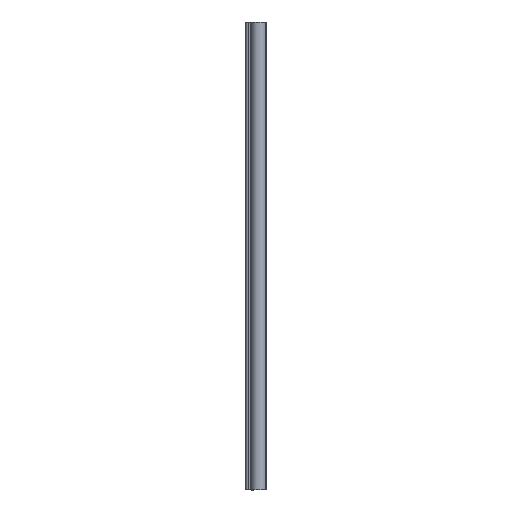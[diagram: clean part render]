
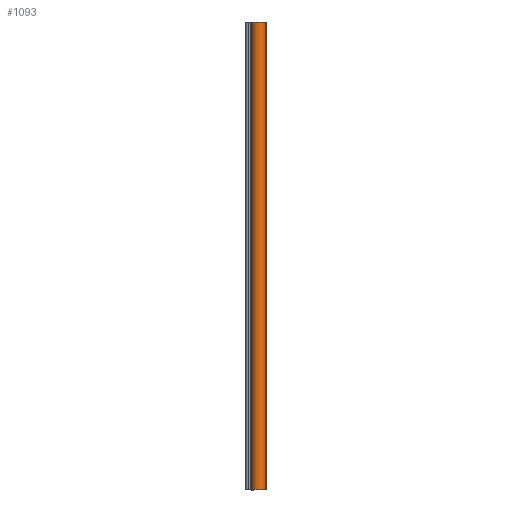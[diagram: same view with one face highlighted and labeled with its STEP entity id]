
A CAD part, front view. The second image highlights one B-rep face of the part: STEP entity #1093.
In plain terms, the highlighted cylindrical face has radius 7 mm (diameter 14 mm), a partial arc.
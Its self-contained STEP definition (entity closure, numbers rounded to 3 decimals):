
#59 = EDGE_CURVE ( 'NONE', #1973, #1435, #4601, .T. ) ;
#156 = CARTESIAN_POINT ( 'NONE',  ( 11.7, -9.75, -440. ) ) ;
#186 = DIRECTION ( 'NONE',  ( 1., 0., 0. ) ) ;
#203 = DIRECTION ( 'NONE',  ( 0., 0., 1. ) ) ;
#562 = AXIS2_PLACEMENT_3D ( 'NONE', #2755, #3421, #2032 ) ;
#706 = ORIENTED_EDGE ( 'NONE', *, *, #59, .T. ) ;
#889 = CARTESIAN_POINT ( 'NONE',  ( 18.278, -12.144, 0. ) ) ;
#977 = VECTOR ( 'NONE', #5131, 1000. ) ;
#1093 = ADVANCED_FACE ( 'NONE', ( #3411 ), #3482, .T. ) ;
#1144 = EDGE_CURVE ( 'NONE', #1435, #2062, #2227, .T. ) ;
#1435 = VERTEX_POINT ( 'NONE', #889 ) ;
#1879 = EDGE_CURVE ( 'NONE', #1973, #5248, #6282, .T. ) ;
#1973 = VERTEX_POINT ( 'NONE', #3968 ) ;
#2032 = DIRECTION ( 'NONE',  ( -1., 0., 0. ) ) ;
#2062 = VERTEX_POINT ( 'NONE', #3451 ) ;
#2125 = CARTESIAN_POINT ( 'NONE',  ( 4.922, -11.5, -440. ) ) ;
#2227 = CIRCLE ( 'NONE', #562, 7. ) ;
#2755 = CARTESIAN_POINT ( 'NONE',  ( 11.7, -9.75, 0. ) ) ;
#2909 = ORIENTED_EDGE ( 'NONE', *, *, #4311, .F. ) ;
#2972 = ORIENTED_EDGE ( 'NONE', *, *, #1144, .T. ) ;
#3395 = LINE ( 'NONE', #2125, #6421 ) ;
#3411 = FACE_OUTER_BOUND ( 'NONE', #6192, .T. ) ;
#3421 = DIRECTION ( 'NONE',  ( 0., 0., -1. ) ) ;
#3451 = CARTESIAN_POINT ( 'NONE',  ( 4.922, -11.5, 0. ) ) ;
#3482 = CYLINDRICAL_SURFACE ( 'NONE', #6902, 7. ) ;
#3968 = CARTESIAN_POINT ( 'NONE',  ( 18.278, -12.144, -440. ) ) ;
#4135 = AXIS2_PLACEMENT_3D ( 'NONE', #4522, #4516, #4513 ) ;
#4311 = EDGE_CURVE ( 'NONE', #5248, #2062, #3395, .T. ) ;
#4513 = DIRECTION ( 'NONE',  ( -1., 0., 0. ) ) ;
#4516 = DIRECTION ( 'NONE',  ( 0., 0., -1. ) ) ;
#4522 = CARTESIAN_POINT ( 'NONE',  ( 11.7, -9.75, -440. ) ) ;
#4601 = LINE ( 'NONE', #5112, #977 ) ;
#4810 = CARTESIAN_POINT ( 'NONE',  ( 4.922, -11.5, -440. ) ) ;
#5112 = CARTESIAN_POINT ( 'NONE',  ( 18.278, -12.144, -440. ) ) ;
#5131 = DIRECTION ( 'NONE',  ( 0., 0., 1. ) ) ;
#5223 = ORIENTED_EDGE ( 'NONE', *, *, #1879, .F. ) ;
#5248 = VERTEX_POINT ( 'NONE', #4810 ) ;
#5860 = DIRECTION ( 'NONE',  ( 0., 0., 1. ) ) ;
#6192 = EDGE_LOOP ( 'NONE', ( #2972, #2909, #5223, #706 ) ) ;
#6282 = CIRCLE ( 'NONE', #4135, 7. ) ;
#6421 = VECTOR ( 'NONE', #5860, 1000. ) ;
#6902 = AXIS2_PLACEMENT_3D ( 'NONE', #156, #203, #186 ) ;
